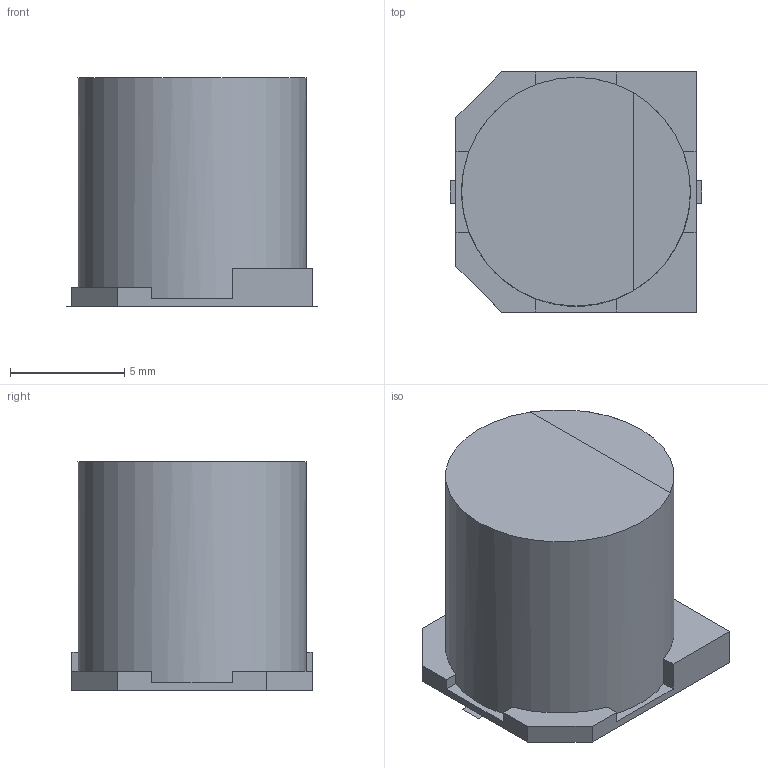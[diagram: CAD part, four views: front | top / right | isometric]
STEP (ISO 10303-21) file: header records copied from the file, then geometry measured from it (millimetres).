
FILE_DESCRIPTION(('Open CASCADE Model'),'2;1');
FILE_NAME('Open CASCADE Shape Model','2020-03-16T14:35:14',('Author'),( 'Open CASCADE'),'Open CASCADE STEP processor 6.8','Open CASCADE 6.8' ,'Unknown');
FILE_SCHEMA(('AUTOMOTIVE_DESIGN { 1 0 10303 214 1 1 1 1 }'));
Length unit declared in the file: millimetre
Products named in the file (11): PCB; Designator1; 6669063472; base; Open_CASCADE_STEP_translator_6.8_63.1.1; cylinder; Open_CASCADE_STEP_translator_6.8_63.2.1; Open_CASCADE_STEP_translator_6.8_63.2.2; mark; Open_CASCADE_STEP_translator_6.8_63.3.1; lead
Assembly tree (10 placements, depth 4):
  PCB
  Designator1
    6669063472
      base
        Open_CASCADE_STEP_translator_6.8_63.1.1
      cylinder
        Open_CASCADE_STEP_translator_6.8_63.2.1
        Open_CASCADE_STEP_translator_6.8_63.2.2
      mark
        Open_CASCADE_STEP_translator_6.8_63.3.1
      lead  x2
Bounding box: 11 x 10.5 x 10 mm (x, y, z)
Volume: 843.3 mm3; surface area: 963.4 mm2
Topology: 5 solids, 6 shells, 79 faces, 175 edges, 109 vertices
Faces by surface type: plane 67, cylinder 12
Full cylindrical faces by diameter (mm): 8.75 x1, 10 x3
Entity records: 2229 total; most frequent: DIRECTION 374, CARTESIAN_POINT 348, ORIENTED_EDGE 323, EDGE_CURVE 163, AXIS2_PLACEMENT_3D 127, LINE 120, VECTOR 120, VERTEX_POINT 101
